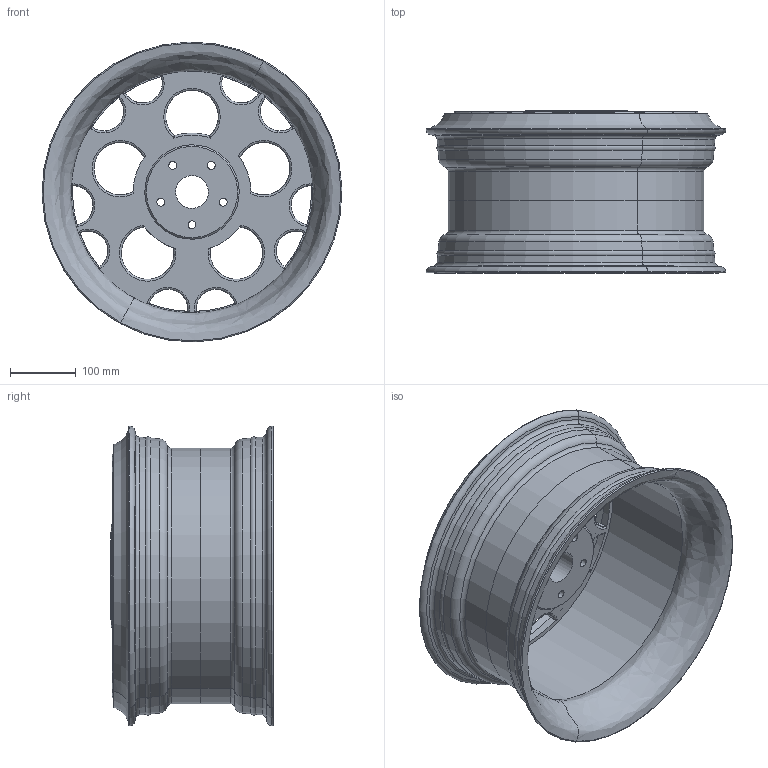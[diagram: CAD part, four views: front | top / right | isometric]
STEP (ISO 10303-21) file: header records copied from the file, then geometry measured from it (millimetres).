
FILE_DESCRIPTION(('CATIA V5 STEP Exchange'),'2;1');
FILE_NAME('21832009 Gokay Kart STEPFiles.stp','2021-03-31T20:20:44+00:00',('none'),('none'),'CATIA Version 5 Release 20 GA (IN-10)','CATIA V5 STEP AP203','none');
FILE_SCHEMA(('CONFIG_CONTROL_DESIGN'));
Length unit declared in the file: millimetre
Products named in the file (1): Part1
Bounding box: 457.06 x 246.97 x 457.06 mm (x, y, z)
Volume: 6464249.2 mm3; surface area: 1162500.4 mm2
Topology: 1 solids, 1 shells, 418 faces, 1221 edges, 801 vertices
Faces by surface type: torus 153, cylinder 140, cone 112, extrusion 5, revolution 4, plane 3, bspline 1
Entity records: 15294 total; most frequent: CARTESIAN_POINT 6499, ORIENTED_EDGE 2402, EDGE_CURVE 1201, DIRECTION 887, VERTEX_POINT 771, AXIS2_PLACEMENT_3D 657, B_SPLINE_CURVE_WITH_KNOTS 577, CIRCLE 541
